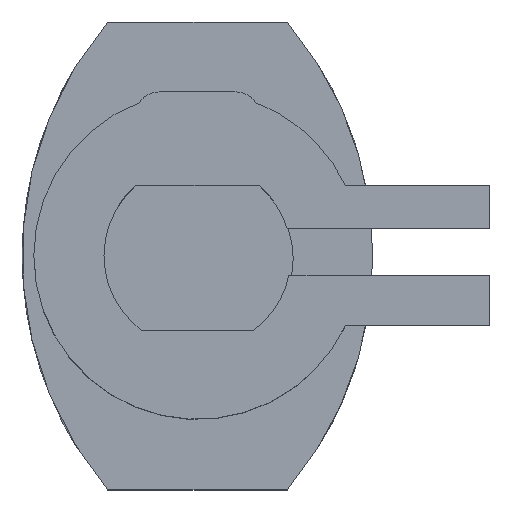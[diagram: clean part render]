
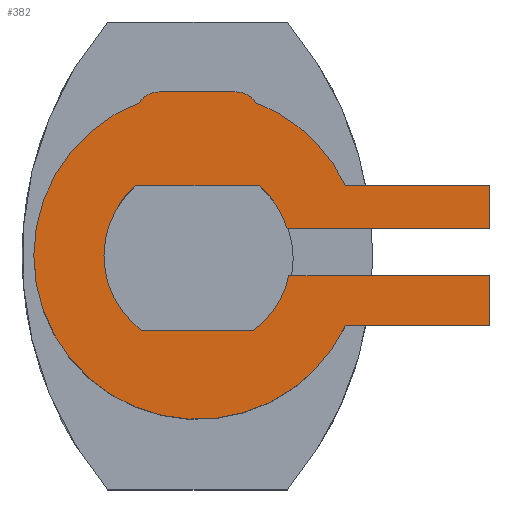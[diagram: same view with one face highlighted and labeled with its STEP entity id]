
A CAD part, top view. The second image highlights one B-rep face of the part: STEP entity #382.
In plain terms, the highlighted planar face has unit normal (0, 0, 1).
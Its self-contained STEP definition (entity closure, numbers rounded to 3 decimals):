
#7 = ORIENTED_EDGE ( 'NONE', *, *, #855, .T. ) ;
#9 = EDGE_CURVE ( 'NONE', #633, #254, #458, .T. ) ;
#26 = CARTESIAN_POINT ( 'NONE',  ( 0., 0., 13. ) ) ;
#28 = DIRECTION ( 'NONE',  ( 1., 0., 0. ) ) ;
#35 = EDGE_CURVE ( 'NONE', #552, #699, #66, .T. ) ;
#46 = EDGE_CURVE ( 'NONE', #1005, #1321, #862, .T. ) ;
#60 = DIRECTION ( 'NONE',  ( 1., 0., 0. ) ) ;
#66 = LINE ( 'NONE', #1227, #1179 ) ;
#80 = AXIS2_PLACEMENT_3D ( 'NONE', #749, #1139, #1636 ) ;
#94 = VERTEX_POINT ( 'NONE', #1245 ) ;
#98 = VECTOR ( 'NONE', #590, 1000. ) ;
#112 = CARTESIAN_POINT ( 'NONE',  ( 12.502, -0.852, 13. ) ) ;
#126 = AXIS2_PLACEMENT_3D ( 'NONE', #307, #166, #680 ) ;
#127 = ORIENTED_EDGE ( 'NONE', *, *, #1410, .F. ) ;
#162 = AXIS2_PLACEMENT_3D ( 'NONE', #818, #399, #1183 ) ;
#166 = DIRECTION ( 'NONE',  ( 0., 0., 1. ) ) ;
#173 = DIRECTION ( 'NONE',  ( 1., 0., 0. ) ) ;
#213 = EDGE_CURVE ( 'NONE', #1321, #723, #479, .T. ) ;
#215 = CARTESIAN_POINT ( 'NONE',  ( 5.401, 3., 13. ) ) ;
#226 = CARTESIAN_POINT ( 'NONE',  ( 0., 0., 13. ) ) ;
#235 = EDGE_CURVE ( 'NONE', #1475, #699, #1649, .T. ) ;
#254 = VERTEX_POINT ( 'NONE', #372 ) ;
#287 = CARTESIAN_POINT ( 'NONE',  ( 2.646, 3., 13. ) ) ;
#293 = ORIENTED_EDGE ( 'NONE', *, *, #9, .T. ) ;
#297 = CARTESIAN_POINT ( 'NONE',  ( -2.4, -3.2, 13. ) ) ;
#299 = VECTOR ( 'NONE', #480, 1000. ) ;
#307 = CARTESIAN_POINT ( 'NONE',  ( 0., 0., 13. ) ) ;
#311 = ORIENTED_EDGE ( 'NONE', *, *, #1580, .T. ) ;
#329 = DIRECTION ( 'NONE',  ( -1., 0., 0. ) ) ;
#339 = ORIENTED_EDGE ( 'NONE', *, *, #1418, .T. ) ;
#346 = ORIENTED_EDGE ( 'NONE', *, *, #46, .T. ) ;
#349 = DIRECTION ( 'NONE',  ( 1., 0., 0. ) ) ;
#357 = VECTOR ( 'NONE', #1212, 1000. ) ;
#370 = VECTOR ( 'NONE', #769, 1000. ) ;
#372 = CARTESIAN_POINT ( 'NONE',  ( 12.502, 3., 13. ) ) ;
#378 = VERTEX_POINT ( 'NONE', #1540 ) ;
#382 = ADVANCED_FACE ( 'NONE', ( #788 ), #1453, .T. ) ;
#399 = DIRECTION ( 'NONE',  ( 0., 0., 1. ) ) ;
#428 = ORIENTED_EDGE ( 'NONE', *, *, #944, .F. ) ;
#432 = CARTESIAN_POINT ( 'NONE',  ( -7., 0., 13. ) ) ;
#458 = LINE ( 'NONE', #1480, #357 ) ;
#479 = CIRCLE ( 'NONE', #942, 1. ) ;
#480 = DIRECTION ( 'NONE',  ( -1., 0., 0. ) ) ;
#498 = CARTESIAN_POINT ( 'NONE',  ( 0., 1.148, 13. ) ) ;
#521 = EDGE_CURVE ( 'NONE', #1018, #1129, #741, .T. ) ;
#552 = VERTEX_POINT ( 'NONE', #1257 ) ;
#556 = CARTESIAN_POINT ( 'NONE',  ( 1.646, 7., 13. ) ) ;
#563 = ORIENTED_EDGE ( 'NONE', *, *, #1032, .T. ) ;
#581 = LINE ( 'NONE', #215, #98 ) ;
#582 = VERTEX_POINT ( 'NONE', #1153 ) ;
#590 = DIRECTION ( 'NONE',  ( -1., 0., 0. ) ) ;
#599 = EDGE_CURVE ( 'NONE', #1129, #1200, #876, .T. ) ;
#625 = DIRECTION ( 'NONE',  ( 0., 0., 1. ) ) ;
#630 = CARTESIAN_POINT ( 'NONE',  ( 12.502, -3., 13. ) ) ;
#633 = VERTEX_POINT ( 'NONE', #794 ) ;
#648 = ORIENTED_EDGE ( 'NONE', *, *, #213, .T. ) ;
#649 = DIRECTION ( 'NONE',  ( 1., 0., 0. ) ) ;
#652 = AXIS2_PLACEMENT_3D ( 'NONE', #226, #1334, #861 ) ;
#660 = CIRCLE ( 'NONE', #126, 4. ) ;
#680 = DIRECTION ( 'NONE',  ( 1., 0., 0. ) ) ;
#683 = VERTEX_POINT ( 'NONE', #287 ) ;
#699 = VERTEX_POINT ( 'NONE', #297 ) ;
#719 = EDGE_LOOP ( 'NONE', ( #563, #1266, #1079, #1602, #1512, #127, #7, #428, #1373, #293, #963, #311, #1489, #346, #648, #339, #981, #1107 ) ) ;
#723 = VERTEX_POINT ( 'NONE', #915 ) ;
#729 = VECTOR ( 'NONE', #1240, 1000. ) ;
#730 = AXIS2_PLACEMENT_3D ( 'NONE', #1054, #913, #28 ) ;
#741 = CIRCLE ( 'NONE', #652, 7. ) ;
#746 = VECTOR ( 'NONE', #349, 1000. ) ;
#749 = CARTESIAN_POINT ( 'NONE',  ( 0., 0., 13. ) ) ;
#762 = EDGE_CURVE ( 'NONE', #94, #1005, #1119, .T. ) ;
#769 = DIRECTION ( 'NONE',  ( 1., 0., 0. ) ) ;
#788 = FACE_OUTER_BOUND ( 'NONE', #719, .T. ) ;
#794 = CARTESIAN_POINT ( 'NONE',  ( 12.502, 1.148, 13. ) ) ;
#804 = CARTESIAN_POINT ( 'NONE',  ( 0., 0., 13. ) ) ;
#814 = DIRECTION ( 'NONE',  ( 0., 1., 0. ) ) ;
#818 = CARTESIAN_POINT ( 'NONE',  ( 0., 0., 13. ) ) ;
#819 = EDGE_CURVE ( 'NONE', #1069, #633, #1499, .T. ) ;
#830 = CARTESIAN_POINT ( 'NONE',  ( 1.646, 6., 13. ) ) ;
#840 = CARTESIAN_POINT ( 'NONE',  ( 6.325, -3., 13. ) ) ;
#855 = EDGE_CURVE ( 'NONE', #582, #683, #1243, .T. ) ;
#856 = VERTEX_POINT ( 'NONE', #112 ) ;
#861 = DIRECTION ( 'NONE',  ( 1., 0., 0. ) ) ;
#862 = LINE ( 'NONE', #979, #729 ) ;
#876 = LINE ( 'NONE', #1424, #1355 ) ;
#884 = LINE ( 'NONE', #1003, #299 ) ;
#887 = CARTESIAN_POINT ( 'NONE',  ( 0., 0., 13. ) ) ;
#893 = CIRCLE ( 'NONE', #162, 4. ) ;
#913 = DIRECTION ( 'NONE',  ( 0., 0., 1. ) ) ;
#915 = CARTESIAN_POINT ( 'NONE',  ( -2.485, 6.544, 13. ) ) ;
#938 = CARTESIAN_POINT ( 'NONE',  ( -4., 0., 13. ) ) ;
#942 = AXIS2_PLACEMENT_3D ( 'NONE', #1388, #1413, #1533 ) ;
#944 = EDGE_CURVE ( 'NONE', #1069, #683, #660, .T. ) ;
#956 = DIRECTION ( 'NONE',  ( 0., 0., 1. ) ) ;
#963 = ORIENTED_EDGE ( 'NONE', *, *, #1071, .T. ) ;
#976 = VERTEX_POINT ( 'NONE', #1324 ) ;
#979 = CARTESIAN_POINT ( 'NONE',  ( -2.646, 7., 13. ) ) ;
#981 = ORIENTED_EDGE ( 'NONE', *, *, #521, .T. ) ;
#988 = EDGE_CURVE ( 'NONE', #552, #378, #1294, .T. ) ;
#997 = AXIS2_PLACEMENT_3D ( 'NONE', #26, #1199, #1290 ) ;
#1003 = CARTESIAN_POINT ( 'NONE',  ( 0., -0.852, 13. ) ) ;
#1005 = VERTEX_POINT ( 'NONE', #556 ) ;
#1015 = VECTOR ( 'NONE', #814, 1000. ) ;
#1018 = VERTEX_POINT ( 'NONE', #432 ) ;
#1032 = EDGE_CURVE ( 'NONE', #1200, #856, #1178, .T. ) ;
#1054 = CARTESIAN_POINT ( 'NONE',  ( 0., 0., 13. ) ) ;
#1069 = VERTEX_POINT ( 'NONE', #1349 ) ;
#1071 = EDGE_CURVE ( 'NONE', #254, #976, #581, .T. ) ;
#1079 = ORIENTED_EDGE ( 'NONE', *, *, #988, .F. ) ;
#1103 = CIRCLE ( 'NONE', #730, 7. ) ;
#1107 = ORIENTED_EDGE ( 'NONE', *, *, #599, .T. ) ;
#1119 = CIRCLE ( 'NONE', #1268, 1. ) ;
#1129 = VERTEX_POINT ( 'NONE', #840 ) ;
#1139 = DIRECTION ( 'NONE',  ( 0., 0., 1. ) ) ;
#1153 = CARTESIAN_POINT ( 'NONE',  ( -2.646, 3., 13. ) ) ;
#1178 = LINE ( 'NONE', #1432, #1015 ) ;
#1179 = VECTOR ( 'NONE', #329, 1000. ) ;
#1183 = DIRECTION ( 'NONE',  ( 1., 0., 0. ) ) ;
#1196 = DIRECTION ( 'NONE',  ( 0., 0., 1. ) ) ;
#1199 = DIRECTION ( 'NONE',  ( 0., 0., 1. ) ) ;
#1200 = VERTEX_POINT ( 'NONE', #630 ) ;
#1206 = AXIS2_PLACEMENT_3D ( 'NONE', #887, #625, #649 ) ;
#1212 = DIRECTION ( 'NONE',  ( 0., 1., 0. ) ) ;
#1227 = CARTESIAN_POINT ( 'NONE',  ( -2.646, -3.2, 13. ) ) ;
#1240 = DIRECTION ( 'NONE',  ( -1., 0., 0. ) ) ;
#1243 = LINE ( 'NONE', #1652, #370 ) ;
#1245 = CARTESIAN_POINT ( 'NONE',  ( 2.485, 6.544, 13. ) ) ;
#1257 = CARTESIAN_POINT ( 'NONE',  ( 2.4, -3.2, 13. ) ) ;
#1266 = ORIENTED_EDGE ( 'NONE', *, *, #1626, .T. ) ;
#1268 = AXIS2_PLACEMENT_3D ( 'NONE', #830, #956, #60 ) ;
#1290 = DIRECTION ( 'NONE',  ( 1., 0., 0. ) ) ;
#1294 = CIRCLE ( 'NONE', #1408, 4. ) ;
#1321 = VERTEX_POINT ( 'NONE', #1422 ) ;
#1324 = CARTESIAN_POINT ( 'NONE',  ( 6.325, 3., 13. ) ) ;
#1334 = DIRECTION ( 'NONE',  ( 0., 0., 1. ) ) ;
#1349 = CARTESIAN_POINT ( 'NONE',  ( 3.832, 1.148, 13. ) ) ;
#1355 = VECTOR ( 'NONE', #173, 1000. ) ;
#1373 = ORIENTED_EDGE ( 'NONE', *, *, #819, .T. ) ;
#1388 = CARTESIAN_POINT ( 'NONE',  ( -1.646, 6., 13. ) ) ;
#1392 = CIRCLE ( 'NONE', #80, 7. ) ;
#1408 = AXIS2_PLACEMENT_3D ( 'NONE', #804, #1196, #1440 ) ;
#1410 = EDGE_CURVE ( 'NONE', #582, #1475, #893, .T. ) ;
#1413 = DIRECTION ( 'NONE',  ( 0., 0., 1. ) ) ;
#1418 = EDGE_CURVE ( 'NONE', #723, #1018, #1103, .T. ) ;
#1422 = CARTESIAN_POINT ( 'NONE',  ( -1.646, 7., 13. ) ) ;
#1424 = CARTESIAN_POINT ( 'NONE',  ( 12.502, -3., 13. ) ) ;
#1432 = CARTESIAN_POINT ( 'NONE',  ( 12.502, 3., 13. ) ) ;
#1440 = DIRECTION ( 'NONE',  ( 1., 0., 0. ) ) ;
#1453 = PLANE ( 'NONE',  #997 ) ;
#1475 = VERTEX_POINT ( 'NONE', #938 ) ;
#1480 = CARTESIAN_POINT ( 'NONE',  ( 12.502, 3., 13. ) ) ;
#1489 = ORIENTED_EDGE ( 'NONE', *, *, #762, .T. ) ;
#1499 = LINE ( 'NONE', #498, #746 ) ;
#1512 = ORIENTED_EDGE ( 'NONE', *, *, #235, .F. ) ;
#1533 = DIRECTION ( 'NONE',  ( 1., 0., 0. ) ) ;
#1540 = CARTESIAN_POINT ( 'NONE',  ( 3.908, -0.852, 13. ) ) ;
#1580 = EDGE_CURVE ( 'NONE', #976, #94, #1392, .T. ) ;
#1602 = ORIENTED_EDGE ( 'NONE', *, *, #35, .T. ) ;
#1626 = EDGE_CURVE ( 'NONE', #856, #378, #884, .T. ) ;
#1636 = DIRECTION ( 'NONE',  ( 1., 0., 0. ) ) ;
#1649 = CIRCLE ( 'NONE', #1206, 4. ) ;
#1652 = CARTESIAN_POINT ( 'NONE',  ( -2.646, 3., 13. ) ) ;
